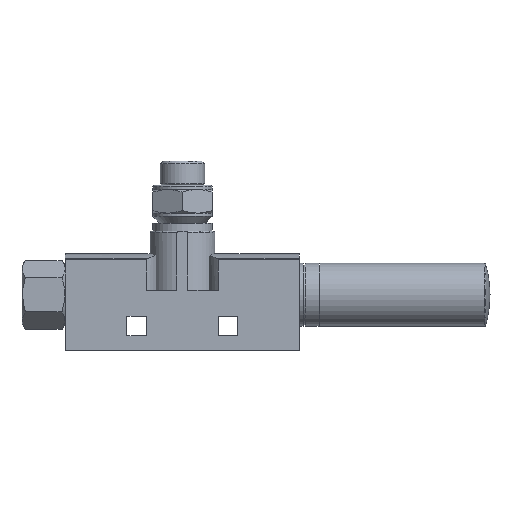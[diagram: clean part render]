
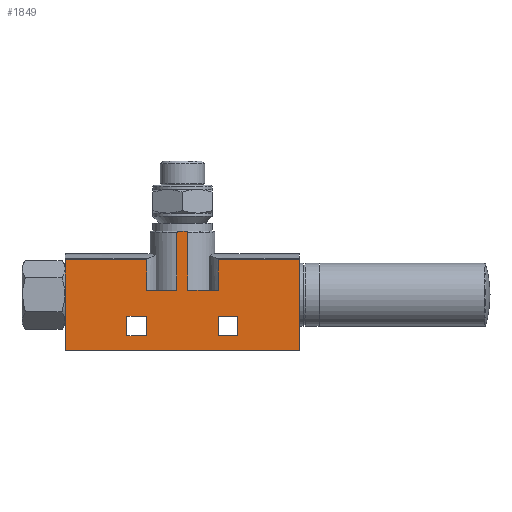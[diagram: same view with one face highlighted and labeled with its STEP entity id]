
A CAD part, top view. The second image highlights one B-rep face of the part: STEP entity #1849.
In plain terms, the highlighted planar face has unit normal (0, 0, 1).
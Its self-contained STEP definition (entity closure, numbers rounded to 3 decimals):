
#48=LINE('',#2538,#116);
#49=LINE('',#2541,#117);
#50=LINE('',#2543,#118);
#51=LINE('',#2545,#119);
#52=LINE('',#2546,#120);
#53=LINE('',#2549,#121);
#54=LINE('',#2551,#122);
#55=LINE('',#2553,#123);
#56=LINE('',#2555,#124);
#57=LINE('',#2557,#125);
#58=LINE('',#2559,#126);
#59=LINE('',#2561,#127);
#60=LINE('',#2563,#128);
#61=LINE('',#2579,#129);
#62=LINE('',#2581,#130);
#63=LINE('',#2582,#131);
#64=LINE('',#2585,#132);
#65=LINE('',#2587,#133);
#66=LINE('',#2589,#134);
#116=VECTOR('',#2106,1000.);
#117=VECTOR('',#2107,1000.);
#118=VECTOR('',#2108,1000.);
#119=VECTOR('',#2109,1000.);
#120=VECTOR('',#2110,1000.);
#121=VECTOR('',#2111,1000.);
#122=VECTOR('',#2112,1000.);
#123=VECTOR('',#2113,1000.);
#124=VECTOR('',#2114,1000.);
#125=VECTOR('',#2115,1000.);
#126=VECTOR('',#2116,1000.);
#127=VECTOR('',#2117,1000.);
#128=VECTOR('',#2118,1000.);
#129=VECTOR('',#2119,1000.);
#130=VECTOR('',#2120,1000.);
#131=VECTOR('',#2121,1000.);
#132=VECTOR('',#2122,1000.);
#133=VECTOR('',#2123,1000.);
#134=VECTOR('',#2124,1000.);
#184=PLANE('',#1946);
#305=ORIENTED_EDGE('',*,*,#653,.F.);
#306=ORIENTED_EDGE('',*,*,#654,.F.);
#307=ORIENTED_EDGE('',*,*,#655,.F.);
#308=ORIENTED_EDGE('',*,*,#656,.F.);
#309=ORIENTED_EDGE('',*,*,#657,.F.);
#310=ORIENTED_EDGE('',*,*,#658,.T.);
#311=ORIENTED_EDGE('',*,*,#659,.T.);
#312=ORIENTED_EDGE('',*,*,#660,.F.);
#313=ORIENTED_EDGE('',*,*,#661,.F.);
#314=ORIENTED_EDGE('',*,*,#662,.T.);
#315=ORIENTED_EDGE('',*,*,#663,.F.);
#316=ORIENTED_EDGE('',*,*,#664,.F.);
#317=ORIENTED_EDGE('',*,*,#665,.T.);
#318=ORIENTED_EDGE('',*,*,#666,.F.);
#319=ORIENTED_EDGE('',*,*,#667,.T.);
#320=ORIENTED_EDGE('',*,*,#668,.F.);
#321=ORIENTED_EDGE('',*,*,#669,.F.);
#322=ORIENTED_EDGE('',*,*,#670,.F.);
#323=ORIENTED_EDGE('',*,*,#671,.F.);
#324=ORIENTED_EDGE('',*,*,#672,.F.);
#653=EDGE_CURVE('',#823,#824,#48,.T.);
#654=EDGE_CURVE('',#825,#823,#49,.T.);
#655=EDGE_CURVE('',#826,#825,#50,.T.);
#656=EDGE_CURVE('',#824,#826,#51,.T.);
#657=EDGE_CURVE('',#827,#828,#52,.F.);
#658=EDGE_CURVE('',#827,#829,#53,.T.);
#659=EDGE_CURVE('',#829,#830,#54,.T.);
#660=EDGE_CURVE('',#831,#830,#55,.T.);
#661=EDGE_CURVE('',#832,#831,#56,.T.);
#662=EDGE_CURVE('',#832,#833,#57,.T.);
#663=EDGE_CURVE('',#834,#833,#58,.T.);
#664=EDGE_CURVE('',#835,#834,#59,.T.);
#665=EDGE_CURVE('',#835,#836,#60,.F.);
#666=EDGE_CURVE('',#837,#836,#944,.T.);
#667=EDGE_CURVE('',#837,#838,#61,.T.);
#668=EDGE_CURVE('',#828,#838,#62,.T.);
#669=EDGE_CURVE('',#839,#840,#63,.T.);
#670=EDGE_CURVE('',#841,#839,#64,.T.);
#671=EDGE_CURVE('',#842,#841,#65,.T.);
#672=EDGE_CURVE('',#840,#842,#66,.T.);
#823=VERTEX_POINT('',#2539);
#824=VERTEX_POINT('',#2540);
#825=VERTEX_POINT('',#2542);
#826=VERTEX_POINT('',#2544);
#827=VERTEX_POINT('',#2547);
#828=VERTEX_POINT('',#2548);
#829=VERTEX_POINT('',#2550);
#830=VERTEX_POINT('',#2552);
#831=VERTEX_POINT('',#2554);
#832=VERTEX_POINT('',#2556);
#833=VERTEX_POINT('',#2558);
#834=VERTEX_POINT('',#2560);
#835=VERTEX_POINT('',#2562);
#836=VERTEX_POINT('',#2564);
#837=VERTEX_POINT('',#2578);
#838=VERTEX_POINT('',#2580);
#839=VERTEX_POINT('',#2583);
#840=VERTEX_POINT('',#2584);
#841=VERTEX_POINT('',#2586);
#842=VERTEX_POINT('',#2588);
#944=B_SPLINE_CURVE_WITH_KNOTS('',3,(#2565,#2566,#2567,#2568,#2569,#2570,
#2571,#2572,#2573,#2574,#2575,#2576,#2577),.UNSPECIFIED.,.F.,.F.,(4,1,1,
1,1,1,1,1,1,1,4),(0.004,0.004,0.004,
0.004,0.005,0.005,0.005,
0.006,0.006,0.006,0.006),
 .UNSPECIFIED.);
#983=EDGE_LOOP('',(#305,#306,#307,#308));
#984=EDGE_LOOP('',(#309,#310,#311,#312,#313,#314,#315,#316,#317,#318,#319,
#320));
#985=EDGE_LOOP('',(#321,#322,#323,#324));
#1105=FACE_BOUND('',#983,.T.);
#1106=FACE_BOUND('',#984,.T.);
#1107=FACE_BOUND('',#985,.T.);
#1849=ADVANCED_FACE('',(#1105,#1106,#1107),#184,.F.);
#1946=AXIS2_PLACEMENT_3D('',#2537,#2104,#2105);
#2104=DIRECTION('',(0.,0.,-1.));
#2105=DIRECTION('',(-1.,0.,0.));
#2106=DIRECTION('',(-1.,0.,0.));
#2107=DIRECTION('',(0.,1.,0.));
#2108=DIRECTION('',(1.,0.,0.));
#2109=DIRECTION('',(0.,-1.,0.));
#2110=DIRECTION('',(0.,1.,0.));
#2111=DIRECTION('',(-1.,0.,0.));
#2112=DIRECTION('',(0.,-1.,0.));
#2113=DIRECTION('',(-1.,0.,0.));
#2114=DIRECTION('',(0.,-1.,0.));
#2115=DIRECTION('',(-1.,0.,0.));
#2116=DIRECTION('',(0.,1.,0.));
#2117=DIRECTION('',(1.,0.,0.));
#2118=DIRECTION('',(0.,-1.,0.));
#2119=DIRECTION('',(0.,-1.,0.));
#2120=DIRECTION('',(1.,0.,0.));
#2121=DIRECTION('',(-1.,0.,0.));
#2122=DIRECTION('',(0.,1.,0.));
#2123=DIRECTION('',(1.,0.,0.));
#2124=DIRECTION('',(0.,-1.,0.));
#2537=CARTESIAN_POINT('',(25.6,19.89,7.));
#2538=CARTESIAN_POINT('',(12.15,7.55,7.));
#2539=CARTESIAN_POINT('',(12.15,7.55,7.));
#2540=CARTESIAN_POINT('',(7.85,7.55,7.));
#2541=CARTESIAN_POINT('',(12.15,3.25,7.));
#2542=CARTESIAN_POINT('',(12.15,3.25,7.));
#2543=CARTESIAN_POINT('',(7.85,3.25,7.));
#2544=CARTESIAN_POINT('',(7.85,3.25,7.));
#2545=CARTESIAN_POINT('',(7.85,7.55,7.));
#2546=CARTESIAN_POINT('',(-7.859,13.25,7.));
#2547=CARTESIAN_POINT('',(-7.859,19.89,7.));
#2548=CARTESIAN_POINT('',(-7.859,13.25,7.));
#2549=CARTESIAN_POINT('',(25.6,19.89,7.));
#2550=CARTESIAN_POINT('',(-25.6,19.89,7.));
#2551=CARTESIAN_POINT('',(-25.6,19.89,7.));
#2552=CARTESIAN_POINT('',(-25.6,0.,7.));
#2553=CARTESIAN_POINT('',(25.6,0.,7.));
#2554=CARTESIAN_POINT('',(25.6,0.,7.));
#2555=CARTESIAN_POINT('',(25.6,19.89,7.));
#2556=CARTESIAN_POINT('',(25.6,19.89,7.));
#2557=CARTESIAN_POINT('',(25.6,19.89,7.));
#2558=CARTESIAN_POINT('',(7.859,19.89,7.));
#2559=CARTESIAN_POINT('',(7.859,13.25,7.));
#2560=CARTESIAN_POINT('',(7.859,13.25,7.));
#2561=CARTESIAN_POINT('',(25.6,13.25,7.));
#2562=CARTESIAN_POINT('',(1.187,13.25,7.));
#2563=CARTESIAN_POINT('',(1.187,13.25,7.));
#2564=CARTESIAN_POINT('',(1.187,25.9,7.));
#2565=CARTESIAN_POINT('',(-1.187,25.9,7.));
#2566=CARTESIAN_POINT('',(-1.187,25.952,7.));
#2567=CARTESIAN_POINT('',(-1.073,26.008,7.));
#2568=CARTESIAN_POINT('',(-0.885,26.063,7.));
#2569=CARTESIAN_POINT('',(-0.625,26.099,7.));
#2570=CARTESIAN_POINT('',(-0.32,26.119,7.));
#2571=CARTESIAN_POINT('',(-0.014,26.126,7.));
#2572=CARTESIAN_POINT('',(0.303,26.12,7.));
#2573=CARTESIAN_POINT('',(0.615,26.1,7.));
#2574=CARTESIAN_POINT('',(0.881,26.064,7.));
#2575=CARTESIAN_POINT('',(1.072,26.009,7.));
#2576=CARTESIAN_POINT('',(1.187,25.953,7.));
#2577=CARTESIAN_POINT('',(1.187,25.9,7.));
#2578=CARTESIAN_POINT('',(-1.187,25.9,7.));
#2579=CARTESIAN_POINT('',(-1.187,13.25,7.));
#2580=CARTESIAN_POINT('',(-1.187,13.25,7.));
#2581=CARTESIAN_POINT('',(25.6,13.25,7.));
#2582=CARTESIAN_POINT('',(-7.85,7.55,7.));
#2583=CARTESIAN_POINT('',(-7.85,7.55,7.));
#2584=CARTESIAN_POINT('',(-12.15,7.55,7.));
#2585=CARTESIAN_POINT('',(-7.85,3.25,7.));
#2586=CARTESIAN_POINT('',(-7.85,3.25,7.));
#2587=CARTESIAN_POINT('',(-12.15,3.25,7.));
#2588=CARTESIAN_POINT('',(-12.15,3.25,7.));
#2589=CARTESIAN_POINT('',(-12.15,7.55,7.));
